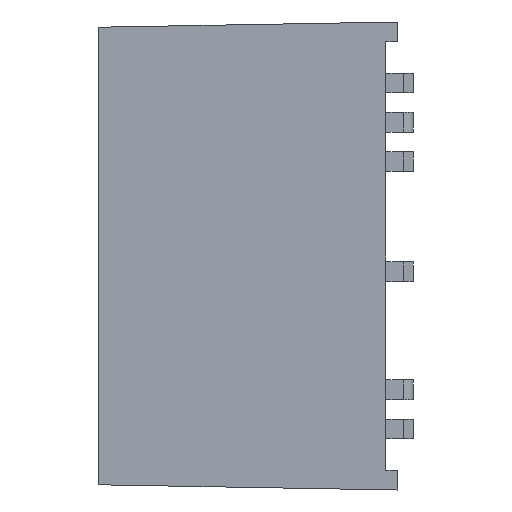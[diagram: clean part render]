
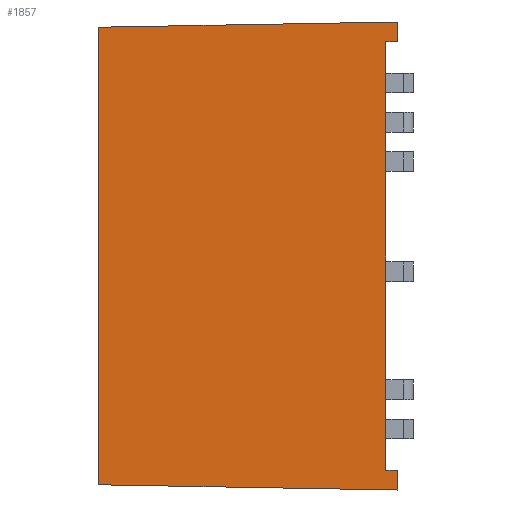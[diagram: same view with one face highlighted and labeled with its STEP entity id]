
A CAD part, left-side view. The second image highlights one B-rep face of the part: STEP entity #1857.
In plain terms, the highlighted planar face has unit normal (-1, 0.018, 0).
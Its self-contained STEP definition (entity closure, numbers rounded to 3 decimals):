
#44 = VERTEX_POINT ( 'NONE', #1131 ) ;
#124 = VECTOR ( 'NONE', #872, 1000. ) ;
#133 = LINE ( 'NONE', #803, #2136 ) ;
#163 = LINE ( 'NONE', #2395, #1173 ) ;
#177 = CARTESIAN_POINT ( 'NONE',  ( -5.65, 0., 5.45 ) ) ;
#203 = ORIENTED_EDGE ( 'NONE', *, *, #706, .T. ) ;
#276 = ORIENTED_EDGE ( 'NONE', *, *, #387, .T. ) ;
#322 = VERTEX_POINT ( 'NONE', #650 ) ;
#336 = EDGE_CURVE ( 'NONE', #322, #1944, #163, .T. ) ;
#387 = EDGE_CURVE ( 'NONE', #1944, #2285, #1205, .T. ) ;
#426 = ORIENTED_EDGE ( 'NONE', *, *, #1078, .F. ) ;
#429 = CARTESIAN_POINT ( 'NONE',  ( -5.65, 0., -5.95 ) ) ;
#478 = CARTESIAN_POINT ( 'NONE',  ( -5.65, 0., -5.45 ) ) ;
#542 = VERTEX_POINT ( 'NONE', #1433 ) ;
#589 = ORIENTED_EDGE ( 'NONE', *, *, #851, .F. ) ;
#607 = VECTOR ( 'NONE', #2123, 1000. ) ;
#630 = ORIENTED_EDGE ( 'NONE', *, *, #725, .T. ) ;
#639 = DIRECTION ( 'NONE',  ( -0.017, -1., 0.017 ) ) ;
#648 = EDGE_LOOP ( 'NONE', ( #203, #630, #2484, #426, #589, #2330, #276, #2428 ) ) ;
#650 = CARTESIAN_POINT ( 'NONE',  ( -5.517, 7.6, -5.817 ) ) ;
#690 = CARTESIAN_POINT ( 'NONE',  ( -5.65, 0., -5.45 ) ) ;
#703 = VECTOR ( 'NONE', #1269, 1000. ) ;
#706 = EDGE_CURVE ( 'NONE', #1439, #908, #2221, .T. ) ;
#710 = VERTEX_POINT ( 'NONE', #2505 ) ;
#725 = EDGE_CURVE ( 'NONE', #908, #542, #1099, .T. ) ;
#732 = VECTOR ( 'NONE', #1153, 1000. ) ;
#736 = DIRECTION ( 'NONE',  ( 0., 0., 1. ) ) ;
#803 = CARTESIAN_POINT ( 'NONE',  ( -5.65, 0., 5.95 ) ) ;
#851 = EDGE_CURVE ( 'NONE', #322, #710, #1587, .T. ) ;
#872 = DIRECTION ( 'NONE',  ( 0., 0., 1. ) ) ;
#881 = EDGE_CURVE ( 'NONE', #542, #44, #898, .T. ) ;
#898 = LINE ( 'NONE', #1780, #1402 ) ;
#903 = CARTESIAN_POINT ( 'NONE',  ( -5.517, 7.6, -5.95 ) ) ;
#908 = VERTEX_POINT ( 'NONE', #1847 ) ;
#910 = CARTESIAN_POINT ( 'NONE',  ( -5.645, 0.3, -5.45 ) ) ;
#1004 = CARTESIAN_POINT ( 'NONE',  ( -5.65, 0., -5.95 ) ) ;
#1078 = EDGE_CURVE ( 'NONE', #710, #44, #133, .T. ) ;
#1099 = LINE ( 'NONE', #177, #607 ) ;
#1131 = CARTESIAN_POINT ( 'NONE',  ( -5.65, 0., 5.95 ) ) ;
#1153 = DIRECTION ( 'NONE',  ( 0.017, 1., 0. ) ) ;
#1173 = VECTOR ( 'NONE', #2192, 1000. ) ;
#1205 = LINE ( 'NONE', #429, #703 ) ;
#1269 = DIRECTION ( 'NONE',  ( 0., 0., 1. ) ) ;
#1295 = LINE ( 'NONE', #690, #732 ) ;
#1334 = AXIS2_PLACEMENT_3D ( 'NONE', #1004, #1642, #1466 ) ;
#1402 = VECTOR ( 'NONE', #1470, 1000. ) ;
#1433 = CARTESIAN_POINT ( 'NONE',  ( -5.65, 0., 5.45 ) ) ;
#1439 = VERTEX_POINT ( 'NONE', #910 ) ;
#1466 = DIRECTION ( 'NONE',  ( -0.017, -1., 0. ) ) ;
#1470 = DIRECTION ( 'NONE',  ( 0., 0., 1. ) ) ;
#1473 = EDGE_CURVE ( 'NONE', #2285, #1439, #1295, .T. ) ;
#1587 = LINE ( 'NONE', #903, #124 ) ;
#1642 = DIRECTION ( 'NONE',  ( -1., 0.017, 0. ) ) ;
#1690 = VECTOR ( 'NONE', #736, 1000. ) ;
#1780 = CARTESIAN_POINT ( 'NONE',  ( -5.65, 0., -5.95 ) ) ;
#1833 = FACE_OUTER_BOUND ( 'NONE', #648, .T. ) ;
#1847 = CARTESIAN_POINT ( 'NONE',  ( -5.645, 0.3, 5.45 ) ) ;
#1857 = ADVANCED_FACE ( 'NONE', ( #1833 ), #2205, .T. ) ;
#1944 = VERTEX_POINT ( 'NONE', #2443 ) ;
#2115 = CARTESIAN_POINT ( 'NONE',  ( -5.645, 0.3, -5.95 ) ) ;
#2123 = DIRECTION ( 'NONE',  ( -0.017, -1., 0. ) ) ;
#2136 = VECTOR ( 'NONE', #639, 1000. ) ;
#2192 = DIRECTION ( 'NONE',  ( -0.017, -1., -0.017 ) ) ;
#2205 = PLANE ( 'NONE',  #1334 ) ;
#2221 = LINE ( 'NONE', #2115, #1690 ) ;
#2285 = VERTEX_POINT ( 'NONE', #478 ) ;
#2330 = ORIENTED_EDGE ( 'NONE', *, *, #336, .T. ) ;
#2395 = CARTESIAN_POINT ( 'NONE',  ( -5.65, 0., -5.95 ) ) ;
#2428 = ORIENTED_EDGE ( 'NONE', *, *, #1473, .T. ) ;
#2443 = CARTESIAN_POINT ( 'NONE',  ( -5.65, 0., -5.95 ) ) ;
#2484 = ORIENTED_EDGE ( 'NONE', *, *, #881, .T. ) ;
#2505 = CARTESIAN_POINT ( 'NONE',  ( -5.517, 7.6, 5.817 ) ) ;
